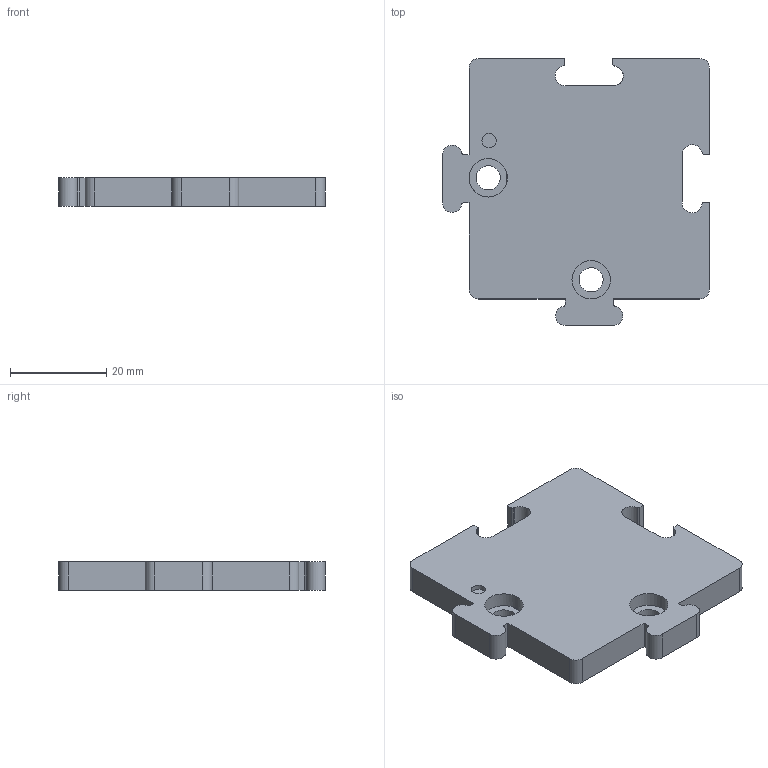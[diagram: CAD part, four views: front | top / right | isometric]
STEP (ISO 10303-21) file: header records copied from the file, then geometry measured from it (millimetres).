
FILE_DESCRIPTION(/* description */ (''),/* implementation_level */ '2;1');
FILE_NAME(/* name */ '10_Base_puzzle_v3_N.ipt.step',/* time_stamp */ '2022-11-29T07:54:32+01:00',/* author */ ('diederichbenedict'),/* organization */ (''),/* preprocessor_version */ 'ST-DEVELOPER v18.1',/* originating_system */ 'Autodesk Inventor 2022',/* authorisation */ '');
FILE_SCHEMA (('AUTOMOTIVE_DESIGN { 1 0 10303 214 3 1 1 }'));
Length unit declared in the file: millimetre
Products named in the file (1): 10_Base_puzzle_v3_N
Bounding box: 55.5 x 55.5 x 6 mm (x, y, z)
Volume: 11900.8 mm3; surface area: 7495.2 mm2
Topology: 1 solids, 1 shells, 64 faces, 181 edges, 120 vertices
Faces by surface type: plane 39, cylinder 25
Full cylindrical faces by diameter (mm): 3 x1, 5 x2, 8 x2
Entity records: 2316 total; most frequent: CARTESIAN_POINT 428, DIRECTION 391, ORIENTED_EDGE 362, EDGE_CURVE 181, AXIS2_PLACEMENT_3D 132, LINE 127, VECTOR 127, VERTEX_POINT 120
